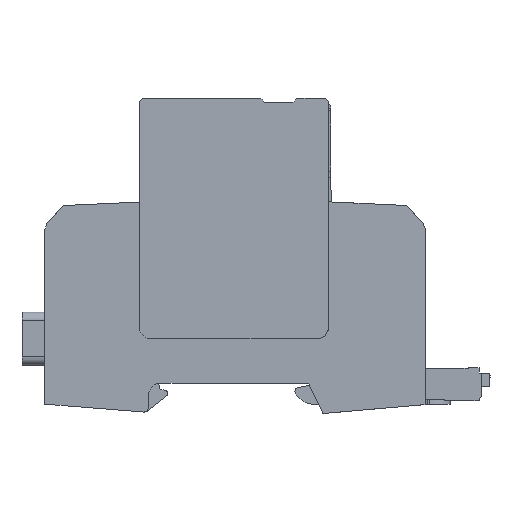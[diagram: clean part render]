
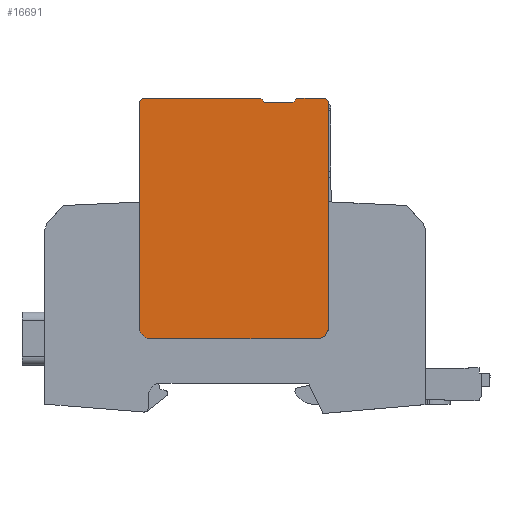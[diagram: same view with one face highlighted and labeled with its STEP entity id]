
A CAD part, left-side view. The second image highlights one B-rep face of the part: STEP entity #16691.
In plain terms, the highlighted planar face has unit normal (-1, 0, 0).
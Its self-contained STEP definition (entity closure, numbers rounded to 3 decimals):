
#16594=AXIS2_PLACEMENT_3D('Plane Axis2P3D',#16591,#16592,#16593) ;
#16409=CARTESIAN_POINT('Vertex',(0.,53.46,73.853)) ;
#16423=CARTESIAN_POINT('Vertex',(0.,54.36,74.753)) ;
#16426=CARTESIAN_POINT('Line Origine',(0.,53.91,74.303)) ;
#16564=CARTESIAN_POINT('Line Origine',(0.,82.885,74.378)) ;
#16568=CARTESIAN_POINT('Vertex',(0.,83.26,74.003)) ;
#16570=CARTESIAN_POINT('Vertex',(0.,82.51,74.753)) ;
#16591=CARTESIAN_POINT('Axis2P3D Location',(0.,82.26,17.703)) ;
#16597=CARTESIAN_POINT('Control Point',(0.,83.26,74.003)) ;
#16598=CARTESIAN_POINT('Control Point',(0.,83.26,63.343)) ;
#16599=CARTESIAN_POINT('Control Point',(0.,83.26,52.683)) ;
#16600=CARTESIAN_POINT('Control Point',(0.,83.26,42.023)) ;
#16601=CARTESIAN_POINT('Control Point',(0.,83.26,31.363)) ;
#16602=CARTESIAN_POINT('Control Point',(0.,83.26,20.703)) ;
#16603=CARTESIAN_POINT('Vertex',(0.,83.26,20.703)) ;
#16607=CARTESIAN_POINT('Control Point',(0.,83.26,20.703)) ;
#16608=CARTESIAN_POINT('Control Point',(0.,83.26,19.76)) ;
#16609=CARTESIAN_POINT('Control Point',(0.,82.891,18.817)) ;
#16610=CARTESIAN_POINT('Control Point',(0.,82.146,18.072)) ;
#16611=CARTESIAN_POINT('Control Point',(0.,81.202,17.703)) ;
#16612=CARTESIAN_POINT('Control Point',(0.,80.26,17.703)) ;
#16613=CARTESIAN_POINT('Vertex',(0.,80.26,17.703)) ;
#16617=CARTESIAN_POINT('Control Point',(0.,80.26,17.703)) ;
#16618=CARTESIAN_POINT('Control Point',(0.,72.46,17.703)) ;
#16619=CARTESIAN_POINT('Control Point',(0.,64.66,17.703)) ;
#16620=CARTESIAN_POINT('Control Point',(0.,56.86,17.703)) ;
#16621=CARTESIAN_POINT('Control Point',(0.,49.06,17.703)) ;
#16622=CARTESIAN_POINT('Control Point',(0.,41.26,17.703)) ;
#16623=CARTESIAN_POINT('Vertex',(0.,41.26,17.703)) ;
#16627=CARTESIAN_POINT('Control Point',(0.,41.26,17.703)) ;
#16628=CARTESIAN_POINT('Control Point',(0.,40.317,17.703)) ;
#16629=CARTESIAN_POINT('Control Point',(0.,39.374,18.072)) ;
#16630=CARTESIAN_POINT('Control Point',(0.,38.629,18.817)) ;
#16631=CARTESIAN_POINT('Control Point',(0.,38.26,19.76)) ;
#16632=CARTESIAN_POINT('Control Point',(0.,38.26,20.703)) ;
#16633=CARTESIAN_POINT('Vertex',(0.,38.26,20.703)) ;
#16637=CARTESIAN_POINT('Control Point',(0.,38.26,20.703)) ;
#16638=CARTESIAN_POINT('Control Point',(0.,38.26,31.363)) ;
#16639=CARTESIAN_POINT('Control Point',(0.,38.26,42.023)) ;
#16640=CARTESIAN_POINT('Control Point',(0.,38.26,52.683)) ;
#16641=CARTESIAN_POINT('Control Point',(0.,38.26,63.343)) ;
#16642=CARTESIAN_POINT('Control Point',(0.,38.26,74.003)) ;
#16643=CARTESIAN_POINT('Vertex',(0.,38.26,74.003)) ;
#16646=CARTESIAN_POINT('Line Origine',(0.,38.635,74.378)) ;
#16650=CARTESIAN_POINT('Vertex',(0.,39.01,74.753)) ;
#16653=CARTESIAN_POINT('Line Origine',(0.,42.435,74.753)) ;
#16657=CARTESIAN_POINT('Vertex',(0.,45.86,74.753)) ;
#16660=CARTESIAN_POINT('Line Origine',(0.,46.31,74.303)) ;
#16664=CARTESIAN_POINT('Vertex',(0.,46.76,73.853)) ;
#16667=CARTESIAN_POINT('Line Origine',(0.,50.11,73.853)) ;
#16672=CARTESIAN_POINT('Line Origine',(0.,68.435,74.753)) ;
#16427=DIRECTION('Vector Direction',(0.,0.707,0.707)) ;
#16565=DIRECTION('Vector Direction',(0.,-0.707,0.707)) ;
#16592=DIRECTION('Axis2P3D Direction',(-1.,0.,0.)) ;
#16593=DIRECTION('Axis2P3D XDirection',(0.,1.,0.)) ;
#16647=DIRECTION('Vector Direction',(0.,-0.707,-0.707)) ;
#16654=DIRECTION('Vector Direction',(0.,1.,0.)) ;
#16661=DIRECTION('Vector Direction',(0.,0.707,-0.707)) ;
#16668=DIRECTION('Vector Direction',(0.,1.,0.)) ;
#16673=DIRECTION('Vector Direction',(0.,1.,0.)) ;
#16428=VECTOR('Line Direction',#16427,1.) ;
#16566=VECTOR('Line Direction',#16565,1.) ;
#16648=VECTOR('Line Direction',#16647,1.) ;
#16655=VECTOR('Line Direction',#16654,1.) ;
#16662=VECTOR('Line Direction',#16661,1.) ;
#16669=VECTOR('Line Direction',#16668,1.) ;
#16674=VECTOR('Line Direction',#16673,1.) ;
#16678=ORIENTED_EDGE('',*,*,#16605,.T.) ;
#16679=ORIENTED_EDGE('',*,*,#16615,.T.) ;
#16680=ORIENTED_EDGE('',*,*,#16625,.T.) ;
#16681=ORIENTED_EDGE('',*,*,#16635,.T.) ;
#16682=ORIENTED_EDGE('',*,*,#16645,.T.) ;
#16683=ORIENTED_EDGE('',*,*,#16652,.F.) ;
#16684=ORIENTED_EDGE('',*,*,#16659,.T.) ;
#16685=ORIENTED_EDGE('',*,*,#16666,.T.) ;
#16686=ORIENTED_EDGE('',*,*,#16671,.T.) ;
#16687=ORIENTED_EDGE('',*,*,#16430,.T.) ;
#16688=ORIENTED_EDGE('',*,*,#16676,.T.) ;
#16689=ORIENTED_EDGE('',*,*,#16572,.F.) ;
#16691=ADVANCED_FACE('ABLEITER_1',(#16690),#16595,.T.) ;
#16596=B_SPLINE_CURVE_WITH_KNOTS('',5,(#16597,#16598,#16599,#16600,#16601,#16602),.UNSPECIFIED.,.F.,.U.,(6,6),(0.65,53.95),.UNSPECIFIED.) ;
#16606=B_SPLINE_CURVE_WITH_KNOTS('',5,(#16607,#16608,#16609,#16610,#16611,#16612),.UNSPECIFIED.,.F.,.U.,(6,6),(0.,4.965),.UNSPECIFIED.) ;
#16616=B_SPLINE_CURVE_WITH_KNOTS('',5,(#16617,#16618,#16619,#16620,#16621,#16622),.UNSPECIFIED.,.F.,.U.,(6,6),(0.,39.),.UNSPECIFIED.) ;
#16626=B_SPLINE_CURVE_WITH_KNOTS('',5,(#16627,#16628,#16629,#16630,#16631,#16632),.UNSPECIFIED.,.F.,.U.,(6,6),(0.,4.965),.UNSPECIFIED.) ;
#16636=B_SPLINE_CURVE_WITH_KNOTS('',5,(#16637,#16638,#16639,#16640,#16641,#16642),.UNSPECIFIED.,.F.,.U.,(6,6),(0.,53.3),.UNSPECIFIED.) ;
#16430=EDGE_CURVE('',#16410,#16424,#16429,.T.) ;
#16572=EDGE_CURVE('',#16569,#16571,#16567,.T.) ;
#16605=EDGE_CURVE('',#16569,#16604,#16596,.T.) ;
#16615=EDGE_CURVE('',#16604,#16614,#16606,.T.) ;
#16625=EDGE_CURVE('',#16614,#16624,#16616,.T.) ;
#16635=EDGE_CURVE('',#16624,#16634,#16626,.T.) ;
#16645=EDGE_CURVE('',#16634,#16644,#16636,.T.) ;
#16652=EDGE_CURVE('',#16651,#16644,#16649,.T.) ;
#16659=EDGE_CURVE('',#16651,#16658,#16656,.T.) ;
#16666=EDGE_CURVE('',#16658,#16665,#16663,.T.) ;
#16671=EDGE_CURVE('',#16665,#16410,#16670,.T.) ;
#16676=EDGE_CURVE('',#16424,#16571,#16675,.T.) ;
#16677=EDGE_LOOP('',(#16678,#16679,#16680,#16681,#16682,#16683,#16684,#16685,#16686,#16687,#16688,#16689)) ;
#16690=FACE_OUTER_BOUND('',#16677,.T.) ;
#16429=LINE('Line',#16426,#16428) ;
#16567=LINE('Line',#16564,#16566) ;
#16649=LINE('Line',#16646,#16648) ;
#16656=LINE('Line',#16653,#16655) ;
#16663=LINE('Line',#16660,#16662) ;
#16670=LINE('Line',#16667,#16669) ;
#16675=LINE('Line',#16672,#16674) ;
#16595=PLANE('',#16594) ;
#16410=VERTEX_POINT('',#16409) ;
#16424=VERTEX_POINT('',#16423) ;
#16569=VERTEX_POINT('',#16568) ;
#16571=VERTEX_POINT('',#16570) ;
#16604=VERTEX_POINT('',#16603) ;
#16614=VERTEX_POINT('',#16613) ;
#16624=VERTEX_POINT('',#16623) ;
#16634=VERTEX_POINT('',#16633) ;
#16644=VERTEX_POINT('',#16643) ;
#16651=VERTEX_POINT('',#16650) ;
#16658=VERTEX_POINT('',#16657) ;
#16665=VERTEX_POINT('',#16664) ;
